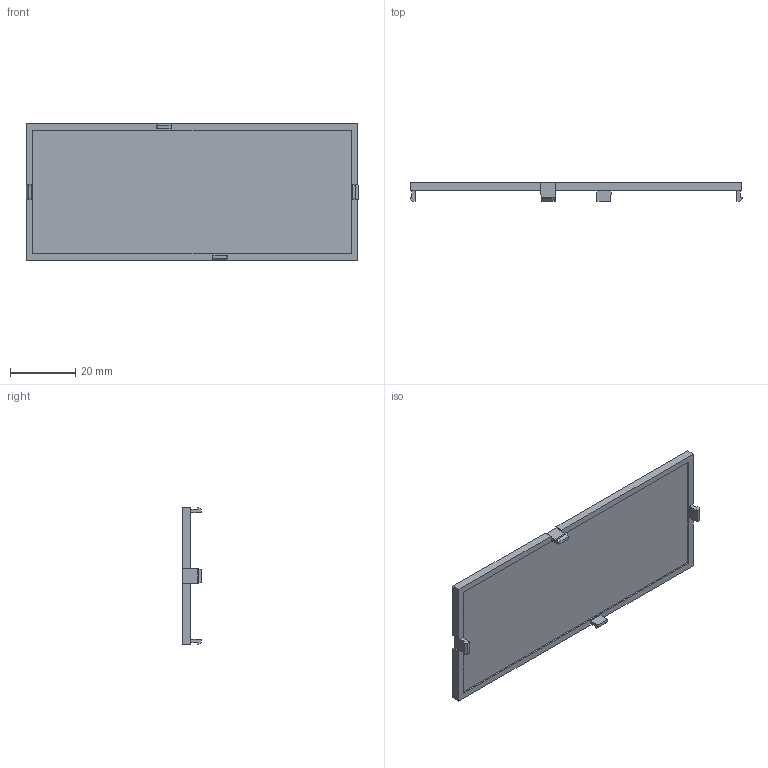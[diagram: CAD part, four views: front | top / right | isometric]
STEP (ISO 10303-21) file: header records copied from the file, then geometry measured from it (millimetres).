
FILE_DESCRIPTION (( 'STEP AP214' ), '1' );
FILE_NAME ('CamdenBoss - CNMB 6-2 (Front Panel).STEP', '2014-10-13T12:48:02', ( 'Temp' ), ( '' ), 'SwSTEP 2.0', 'SolidWorks 2014', '' );
FILE_SCHEMA (( 'AUTOMOTIVE_DESIGN' ));
Length unit declared in the file: millimetre
Products named in the file (1): CamdenBoss - CNMB 6-2 (Front Panel)
Bounding box: 102 x 5.7 x 42 mm (x, y, z)
Volume: 6892.7 mm3; surface area: 9707.7 mm2
Topology: 1 solids, 1 shells, 60 faces, 160 edges, 104 vertices
Faces by surface type: plane 60
Entity records: 1854 total; most frequent: CARTESIAN_POINT 325, ORIENTED_EDGE 320, DIRECTION 282, VECTOR 160, LINE 160, EDGE_CURVE 160, VERTEX_POINT 104, EDGE_LOOP 62
